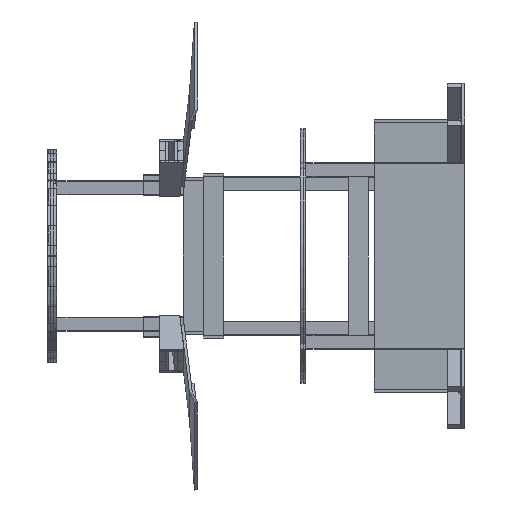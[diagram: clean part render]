
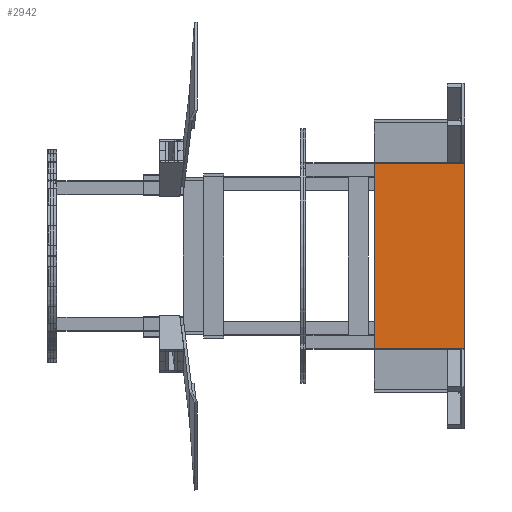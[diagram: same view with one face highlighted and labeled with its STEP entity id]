
A CAD part, left-side view. The second image highlights one B-rep face of the part: STEP entity #2942.
In plain terms, the highlighted face is planar.
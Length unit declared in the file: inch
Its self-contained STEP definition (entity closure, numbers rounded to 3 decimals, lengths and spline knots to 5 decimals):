
#357 = VECTOR ( 'NONE', #5042, 39.37008 ) ;
#437 = DIRECTION ( 'NONE',  ( 1., 0., 0. ) ) ;
#688 = CARTESIAN_POINT ( 'NONE',  ( -23.0625, 0., 0. ) ) ;
#846 = EDGE_CURVE ( 'NONE', #5527, #6075, #9037, .T. ) ;
#930 = DIRECTION ( 'NONE',  ( 0., 0., 1. ) ) ;
#1143 = ORIENTED_EDGE ( 'NONE', *, *, #10461, .F. ) ;
#1775 = FACE_OUTER_BOUND ( 'NONE', #3487, .T. ) ;
#2942 = ADVANCED_FACE ( 'NONE', ( #1775 ), #7621, .F. ) ;
#3487 = EDGE_LOOP ( 'NONE', ( #5236, #7645, #1143, #11788 ) ) ;
#3764 = DIRECTION ( 'NONE',  ( -1., 0., 0. ) ) ;
#3993 = EDGE_CURVE ( 'NONE', #7707, #5527, #6341, .T. ) ;
#4626 = CARTESIAN_POINT ( 'NONE',  ( 23.0625, 0., 0. ) ) ;
#4813 = DIRECTION ( 'NONE',  ( 0., -1., 0. ) ) ;
#5042 = DIRECTION ( 'NONE',  ( 0., 1., 0. ) ) ;
#5222 = CARTESIAN_POINT ( 'NONE',  ( -23.0625, 0., 0. ) ) ;
#5236 = ORIENTED_EDGE ( 'NONE', *, *, #846, .F. ) ;
#5527 = VERTEX_POINT ( 'NONE', #4626 ) ;
#6075 = VERTEX_POINT ( 'NONE', #7040 ) ;
#6341 = LINE ( 'NONE', #11571, #11613 ) ;
#6541 = VERTEX_POINT ( 'NONE', #6710 ) ;
#6710 = CARTESIAN_POINT ( 'NONE',  ( -23.0625, 22.5, 0. ) ) ;
#6905 = DIRECTION ( 'NONE',  ( 1., 0., 0. ) ) ;
#6937 = LINE ( 'NONE', #7044, #10057 ) ;
#7040 = CARTESIAN_POINT ( 'NONE',  ( 23.0625, 22.5, 0. ) ) ;
#7044 = CARTESIAN_POINT ( 'NONE',  ( 23.0625, 22.5, 0. ) ) ;
#7621 = PLANE ( 'NONE',  #10366 ) ;
#7645 = ORIENTED_EDGE ( 'NONE', *, *, #3993, .F. ) ;
#7707 = VERTEX_POINT ( 'NONE', #5222 ) ;
#7966 = EDGE_CURVE ( 'NONE', #6075, #6541, #6937, .T. ) ;
#9037 = LINE ( 'NONE', #11004, #357 ) ;
#10057 = VECTOR ( 'NONE', #3764, 39.37008 ) ;
#10366 = AXIS2_PLACEMENT_3D ( 'NONE', #11808, #930, #6905 ) ;
#10461 = EDGE_CURVE ( 'NONE', #6541, #7707, #10776, .T. ) ;
#10776 = LINE ( 'NONE', #688, #11766 ) ;
#11004 = CARTESIAN_POINT ( 'NONE',  ( 23.0625, 0., 0. ) ) ;
#11571 = CARTESIAN_POINT ( 'NONE',  ( 23.0625, 0., 0. ) ) ;
#11613 = VECTOR ( 'NONE', #437, 39.37008 ) ;
#11766 = VECTOR ( 'NONE', #4813, 39.37008 ) ;
#11788 = ORIENTED_EDGE ( 'NONE', *, *, #7966, .F. ) ;
#11808 = CARTESIAN_POINT ( 'NONE',  ( 0., 0., 0. ) ) ;
